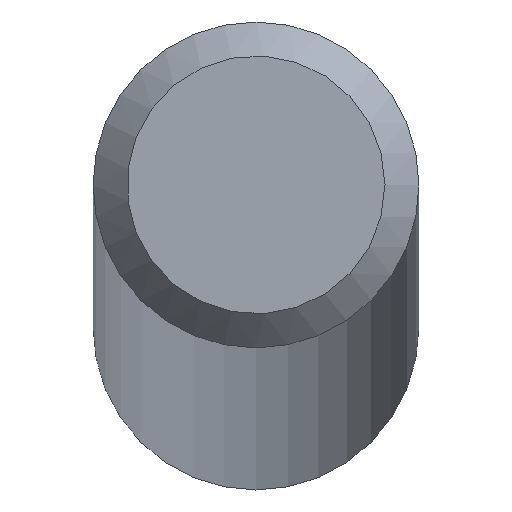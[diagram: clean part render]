
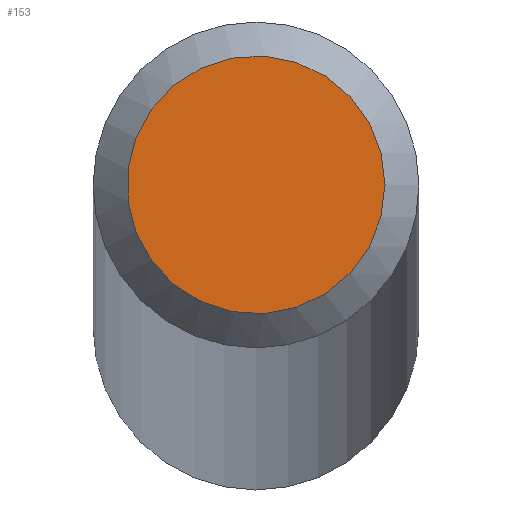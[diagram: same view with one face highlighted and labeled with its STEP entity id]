
A CAD part, top view. The second image highlights one B-rep face of the part: STEP entity #153.
In plain terms, the highlighted planar face has unit normal (0, 0, 1).
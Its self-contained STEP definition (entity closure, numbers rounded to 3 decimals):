
#130=CARTESIAN_POINT('',(4.75,0.,0.0));
#131=VERTEX_POINT('',#130);
#132=CARTESIAN_POINT('',(0.0,0.0,0.0));
#133=DIRECTION('',(0.0,0.0,-1.0));
#134=DIRECTION('',(-1.0,0.0,0.0));
#135=AXIS2_PLACEMENT_3D('',#132,#133,#134);
#136=CIRCLE('',#135,4.75);
#137=EDGE_CURVE('',#131,#131,#136,.T.);
#145=CARTESIAN_POINT('',(0.0,0.0,0.0));
#146=DIRECTION('',(0.0,0.0,-1.0));
#147=DIRECTION('',(-1.0,0.0,0.0));
#148=AXIS2_PLACEMENT_3D('',#145,#146,#147);
#149=PLANE('',#148);
#150=ORIENTED_EDGE('',*,*,#137,.F.);
#151=EDGE_LOOP('',(#150));
#152=FACE_OUTER_BOUND('',#151,.T.);
#153=ADVANCED_FACE('',(#152),#149,.F.);
